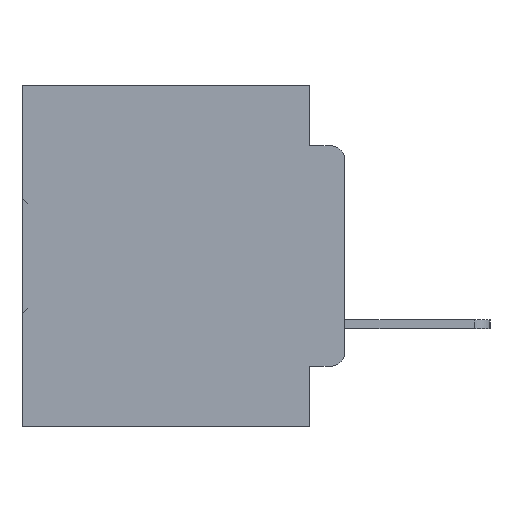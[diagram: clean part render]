
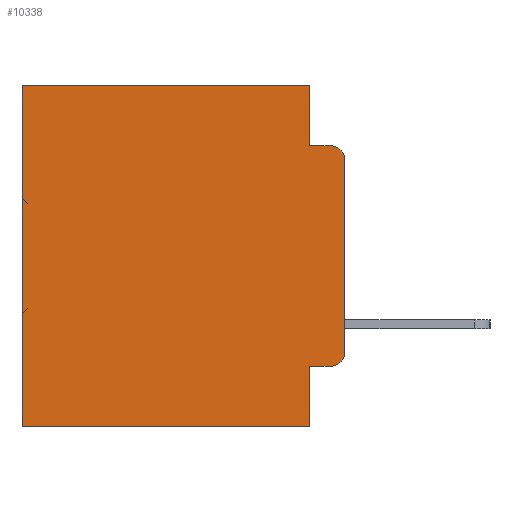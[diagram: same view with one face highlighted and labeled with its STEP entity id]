
A CAD part, left-side view. The second image highlights one B-rep face of the part: STEP entity #10338.
In plain terms, the highlighted planar face has unit normal (-1, 0, 0).
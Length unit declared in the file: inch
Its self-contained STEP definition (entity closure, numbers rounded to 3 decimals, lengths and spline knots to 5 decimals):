
#93 = CARTESIAN_POINT ( 'NONE',  ( 0.298, 0.473, -0.5 ) ) ;
#361 = VERTEX_POINT ( 'NONE', #13768 ) ;
#2213 = VECTOR ( 'NONE', #19578, 39.37008 ) ;
#2833 = CARTESIAN_POINT ( 'NONE',  ( 0.298, 0.02, -0.0885 ) ) ;
#3226 = LINE ( 'NONE', #28107, #30982 ) ;
#4044 = CARTESIAN_POINT ( 'NONE',  ( 0.298, 0.051, -0.0885 ) ) ;
#4223 = DIRECTION ( 'NONE',  ( -1., 0., 0. ) ) ;
#5310 = CARTESIAN_POINT ( 'NONE',  ( 0.298, 0., 0. ) ) ;
#6337 = EDGE_CURVE ( 'NONE', #33267, #20891, #12387, .T. ) ;
#7337 = CARTESIAN_POINT ( 'NONE',  ( 0.298, 0., -0.5 ) ) ;
#7553 = EDGE_CURVE ( 'NONE', #361, #11849, #13133, .T. ) ;
#8176 = DIRECTION ( 'NONE',  ( 1., 0., 0. ) ) ;
#9476 = EDGE_CURVE ( 'NONE', #16734, #20891, #21102, .T. ) ;
#9509 = ORIENTED_EDGE ( 'NONE', *, *, #9476, .F. ) ;
#9577 = LINE ( 'NONE', #23659, #24020 ) ;
#10155 = DIRECTION ( 'NONE',  ( 0., 0., -1. ) ) ;
#10209 = VERTEX_POINT ( 'NONE', #13392 ) ;
#10338 = ADVANCED_FACE ( 'NONE', ( #15173 ), #25445, .F. ) ;
#10406 = AXIS2_PLACEMENT_3D ( 'NONE', #21513, #4223, #24385 ) ;
#11849 = VERTEX_POINT ( 'NONE', #2833 ) ;
#12387 = LINE ( 'NONE', #15128, #34232 ) ;
#12728 = VERTEX_POINT ( 'NONE', #35932 ) ;
#13133 = CIRCLE ( 'NONE', #26157, 0.02 ) ;
#13259 = CARTESIAN_POINT ( 'NONE',  ( 0.298, 0.473, 0. ) ) ;
#13392 = CARTESIAN_POINT ( 'NONE',  ( 0.298, 0.051, 0. ) ) ;
#13594 = VECTOR ( 'NONE', #21309, 39.37008 ) ;
#13768 = CARTESIAN_POINT ( 'NONE',  ( 0.298, 0., -0.1085 ) ) ;
#13878 = DIRECTION ( 'NONE',  ( 0., 1., 0. ) ) ;
#13988 = AXIS2_PLACEMENT_3D ( 'NONE', #5310, #8176, #28253 ) ;
#14252 = ORIENTED_EDGE ( 'NONE', *, *, #29520, .T. ) ;
#14799 = DIRECTION ( 'NONE',  ( -1., 0., 0. ) ) ;
#15128 = CARTESIAN_POINT ( 'NONE',  ( 0.298, 0.473, 0. ) ) ;
#15173 = FACE_OUTER_BOUND ( 'NONE', #20687, .T. ) ;
#15916 = VECTOR ( 'NONE', #10155, 39.37008 ) ;
#16603 = ORIENTED_EDGE ( 'NONE', *, *, #29407, .F. ) ;
#16734 = VERTEX_POINT ( 'NONE', #24514 ) ;
#17583 = LINE ( 'NONE', #33654, #2213 ) ;
#18682 = VECTOR ( 'NONE', #34844, 39.37008 ) ;
#18898 = CARTESIAN_POINT ( 'NONE',  ( 0.298, 0., 0. ) ) ;
#19234 = ORIENTED_EDGE ( 'NONE', *, *, #6337, .T. ) ;
#19578 = DIRECTION ( 'NONE',  ( 0., -1., 0. ) ) ;
#19655 = ORIENTED_EDGE ( 'NONE', *, *, #19921, .F. ) ;
#19921 = EDGE_CURVE ( 'NONE', #10209, #32531, #9577, .T. ) ;
#20293 = ORIENTED_EDGE ( 'NONE', *, *, #30816, .T. ) ;
#20687 = EDGE_LOOP ( 'NONE', ( #29384, #36882, #16603, #19655, #14252, #19234, #9509, #32837, #20293, #26790 ) ) ;
#20891 = VERTEX_POINT ( 'NONE', #93 ) ;
#21102 = LINE ( 'NONE', #7337, #22026 ) ;
#21309 = DIRECTION ( 'NONE',  ( 0., -1., 0. ) ) ;
#21419 = CIRCLE ( 'NONE', #10406, 0.02 ) ;
#21476 = CARTESIAN_POINT ( 'NONE',  ( 0.298, 0.051, -0.4115 ) ) ;
#21513 = CARTESIAN_POINT ( 'NONE',  ( 0.298, 0.02, -0.3915 ) ) ;
#22026 = VECTOR ( 'NONE', #27453, 39.37008 ) ;
#22680 = LINE ( 'NONE', #18898, #15916 ) ;
#23659 = CARTESIAN_POINT ( 'NONE',  ( 0.298, 0.051, 0. ) ) ;
#24020 = VECTOR ( 'NONE', #26455, 39.37008 ) ;
#24385 = DIRECTION ( 'NONE',  ( 0., 0., -1. ) ) ;
#24514 = CARTESIAN_POINT ( 'NONE',  ( 0.298, 0.051, -0.5 ) ) ;
#24766 = CARTESIAN_POINT ( 'NONE',  ( 0.298, 0.02, -0.4115 ) ) ;
#25175 = EDGE_CURVE ( 'NONE', #30048, #12728, #21419, .T. ) ;
#25445 = PLANE ( 'NONE',  #13988 ) ;
#26157 = AXIS2_PLACEMENT_3D ( 'NONE', #31840, #14799, #34655 ) ;
#26455 = DIRECTION ( 'NONE',  ( 0., 0., -1. ) ) ;
#26790 = ORIENTED_EDGE ( 'NONE', *, *, #25175, .T. ) ;
#27332 = CARTESIAN_POINT ( 'NONE',  ( 0.298, 0.051, -0.0885 ) ) ;
#27453 = DIRECTION ( 'NONE',  ( 0., 1., 0. ) ) ;
#27730 = VERTEX_POINT ( 'NONE', #21476 ) ;
#28107 = CARTESIAN_POINT ( 'NONE',  ( 0.298, 0., 0. ) ) ;
#28231 = EDGE_CURVE ( 'NONE', #27730, #16734, #33725, .T. ) ;
#28253 = DIRECTION ( 'NONE',  ( 0., 0., -1. ) ) ;
#29384 = ORIENTED_EDGE ( 'NONE', *, *, #34369, .F. ) ;
#29407 = EDGE_CURVE ( 'NONE', #32531, #11849, #29669, .T. ) ;
#29520 = EDGE_CURVE ( 'NONE', #10209, #33267, #3226, .T. ) ;
#29669 = LINE ( 'NONE', #4044, #13594 ) ;
#30048 = VERTEX_POINT ( 'NONE', #24766 ) ;
#30816 = EDGE_CURVE ( 'NONE', #27730, #30048, #17583, .T. ) ;
#30982 = VECTOR ( 'NONE', #13878, 39.37008 ) ;
#31840 = CARTESIAN_POINT ( 'NONE',  ( 0.298, 0.02, -0.1085 ) ) ;
#32162 = CARTESIAN_POINT ( 'NONE',  ( 0.298, 0.051, 0. ) ) ;
#32173 = DIRECTION ( 'NONE',  ( 0., 0., -1. ) ) ;
#32531 = VERTEX_POINT ( 'NONE', #27332 ) ;
#32837 = ORIENTED_EDGE ( 'NONE', *, *, #28231, .F. ) ;
#33267 = VERTEX_POINT ( 'NONE', #13259 ) ;
#33654 = CARTESIAN_POINT ( 'NONE',  ( 0.298, 0.051, -0.4115 ) ) ;
#33725 = LINE ( 'NONE', #32162, #18682 ) ;
#34232 = VECTOR ( 'NONE', #32173, 39.37008 ) ;
#34369 = EDGE_CURVE ( 'NONE', #361, #12728, #22680, .T. ) ;
#34655 = DIRECTION ( 'NONE',  ( 0., 0., -1. ) ) ;
#34844 = DIRECTION ( 'NONE',  ( 0., 0., -1. ) ) ;
#35932 = CARTESIAN_POINT ( 'NONE',  ( 0.298, 0., -0.3915 ) ) ;
#36882 = ORIENTED_EDGE ( 'NONE', *, *, #7553, .T. ) ;
